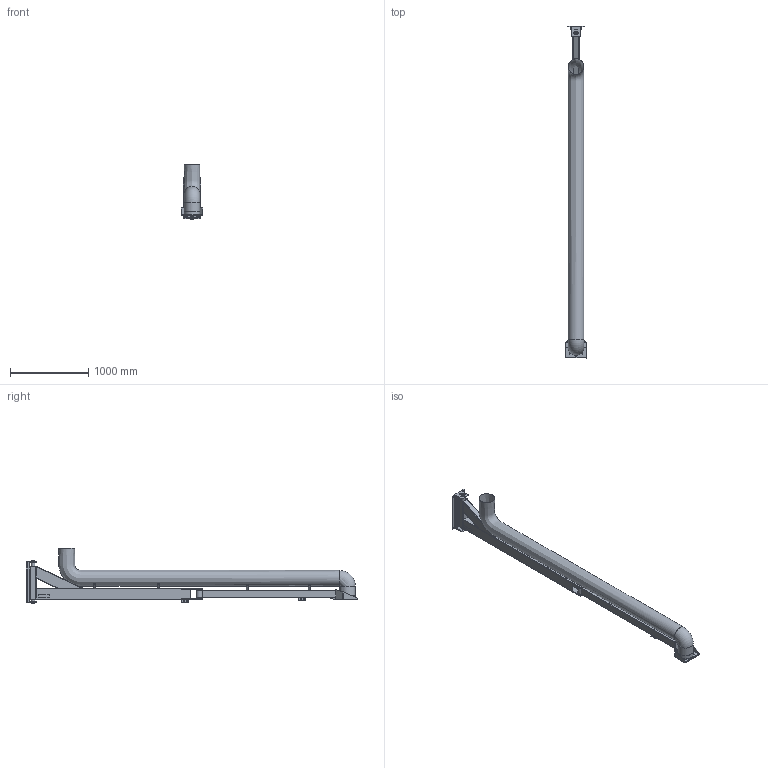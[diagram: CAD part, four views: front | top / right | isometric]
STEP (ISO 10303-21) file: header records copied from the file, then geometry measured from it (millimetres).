
FILE_DESCRIPTION( ( 'Unknown' ), '1' );
FILE_NAME( 'SR00032.stp', 'Unknown', ( 'Unknown' ), ( 'Unknown' ), 'PSStep 14.0', 'Unknown', ' ' );
FILE_SCHEMA( ( 'AUTOMOTIVE_DESIGN { 1 0 10303 214 1 1 1 1 }' ) );
Length unit declared in the file: millimetre
Products named in the file (27): 2010273-1; 2010275-1; 2010272-2; 2010277-3; 2010271-3; 2010060-2; 2150814-0; 2006134-1; 2006132-8; 45224-6; 2007717-1; 2007716-2; 32794-5; 32796-7; 32797-2; 45223-7; 147703; SR00032_dummy_tube
Bounding box: 268 x 4232 x 702 mm (x, y, z)
Volume: 8712424.2 mm3; surface area: 7087495.2 mm2
Topology: 26 solids, 27 shells, 360 faces, 881 edges, 578 vertices
Faces by surface type: plane 220, cylinder 125, bspline 9, cone 4, torus 2
Full cylindrical faces by diameter (mm): 4.5 x8, 4.917 x1, 8 x6, 8.376 x2, 9 x8, 12 x1, 14 x8, 20 x2, 32 x1, 40 x1, 42 x1, 42.4 x2, 52 x2, 68.001 x2, 80.001 x3, 198 x1, 200 x2, 201.4 x1, 201.5 x1
Entity records: 15908 total; most frequent: CARTESIAN_POINT 4336, DIRECTION 1771, ORIENTED_EDGE 1586, EDGE_CURVE 793, AXIS2_PLACEMENT_3D 622, VERTEX_POINT 551, LINE 527, VECTOR 527
